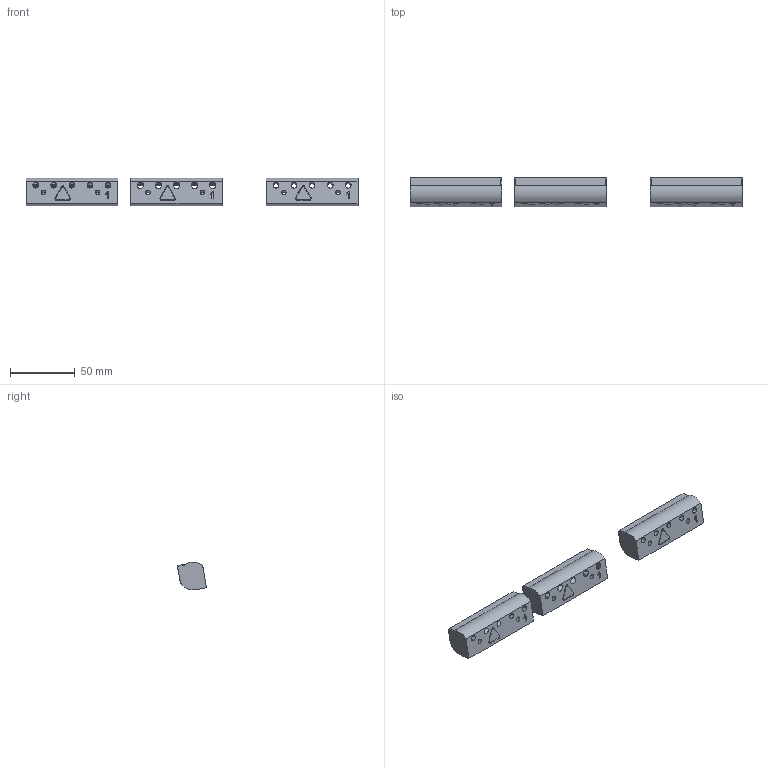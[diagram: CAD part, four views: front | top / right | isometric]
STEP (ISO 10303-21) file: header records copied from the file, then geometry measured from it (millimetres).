
FILE_DESCRIPTION(/* description */ (''),/* implementation_level */ '2;1');
FILE_NAME(/* name */ 'MOD mmu2s-back-ptfe-holder.step',/* time_stamp */ '2021-12-09T22:46:25+01:00',/* author */ (''),/* organization */ (''),/* preprocessor_version */ 'ST-DEVELOPER v18.1',/* originating_system */ 'Autodesk Translation Framework v10.10.0.1391',/* authorisation */ '');
FILE_SCHEMA (('AUTOMOTIVE_DESIGN { 1 0 10303 214 3 1 1 }'));
Products named in the file (1): (Unsaved)
Bounding box: 256.9 x 22.49 x 21.55 mm (x, y, z)
Volume: 69092.5 mm3; surface area: 25846.9 mm2
Topology: 3 solids, 3 shells, 498 faces, 1393 edges, 925 vertices
Faces by surface type: cylinder 248, bspline 147, plane 88, cone 15
Full cylindrical faces by diameter (mm): 3.5 x6, 4.3 x5, 5.035 x20, 5.8 x6, 6.147 x5, 6.779 x10, 8.17 x10, 9.036 x30, 10.147 x30
Entity records: 36119 total; most frequent: CARTESIAN_POINT 25277, ORIENTED_EDGE 2786, DIRECTION 1508, EDGE_CURVE 1393, VERTEX_POINT 925, EDGE_LOOP 564, B_SPLINE_CURVE_WITH_KNOTS 535, AXIS2_PLACEMENT_3D 514
